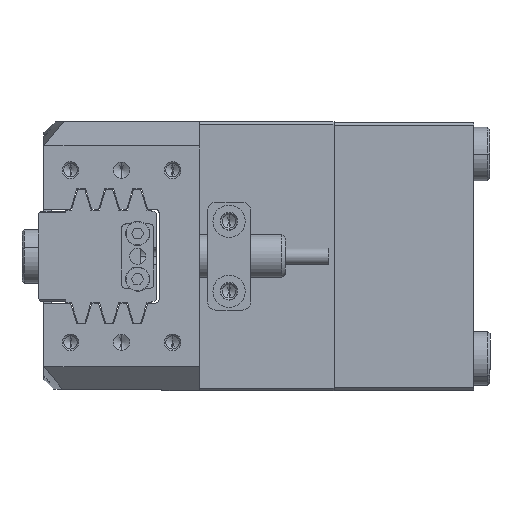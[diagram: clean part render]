
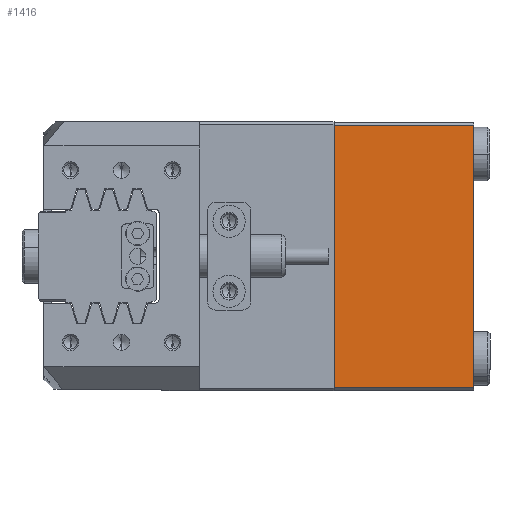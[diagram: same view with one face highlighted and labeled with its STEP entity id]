
A CAD part, left-side view. The second image highlights one B-rep face of the part: STEP entity #1416.
In plain terms, the highlighted planar face has unit normal (-1, 0, 0).
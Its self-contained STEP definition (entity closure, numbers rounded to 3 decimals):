
#196 = VECTOR ( 'NONE', #40288, 1000. ) ;
#1416 = ADVANCED_FACE ( 'NONE', ( #27312 ), #38062, .F. ) ;
#1493 = CARTESIAN_POINT ( 'NONE',  ( -40.5, -24.4, 0. ) ) ;
#1695 = DIRECTION ( 'NONE',  ( 0., 0., 1. ) ) ;
#4670 = VERTEX_POINT ( 'NONE', #5277 ) ;
#5010 = CARTESIAN_POINT ( 'NONE',  ( -40.5, -24.4, -26. ) ) ;
#5277 = CARTESIAN_POINT ( 'NONE',  ( -40.5, 24.4, -26. ) ) ;
#5345 = LINE ( 'NONE', #11983, #23922 ) ;
#5825 = CARTESIAN_POINT ( 'NONE',  ( -40.5, 24.4, -26. ) ) ;
#6185 = VERTEX_POINT ( 'NONE', #1493 ) ;
#6417 = CARTESIAN_POINT ( 'NONE',  ( -40.5, 24.9, -26. ) ) ;
#8457 = LINE ( 'NONE', #5825, #23521 ) ;
#9263 = ORIENTED_EDGE ( 'NONE', *, *, #32662, .T. ) ;
#11856 = CARTESIAN_POINT ( 'NONE',  ( -40.5, 24.9, 0. ) ) ;
#11983 = CARTESIAN_POINT ( 'NONE',  ( -40.5, 24.9, -26. ) ) ;
#12578 = DIRECTION ( 'NONE',  ( 0., 0., -1. ) ) ;
#16072 = DIRECTION ( 'NONE',  ( 1., 0., 0. ) ) ;
#16752 = EDGE_LOOP ( 'NONE', ( #24663, #9263, #19397, #23550 ) ) ;
#18410 = DIRECTION ( 'NONE',  ( 0., 1., 0. ) ) ;
#19397 = ORIENTED_EDGE ( 'NONE', *, *, #33908, .F. ) ;
#20549 = CARTESIAN_POINT ( 'NONE',  ( -40.5, 24.4, 0. ) ) ;
#20645 = CARTESIAN_POINT ( 'NONE',  ( -40.5, -24.4, -26. ) ) ;
#22952 = DIRECTION ( 'NONE',  ( 0., 0., -1. ) ) ;
#23521 = VECTOR ( 'NONE', #12578, 1000. ) ;
#23550 = ORIENTED_EDGE ( 'NONE', *, *, #27938, .T. ) ;
#23922 = VECTOR ( 'NONE', #18410, 1000. ) ;
#24292 = LINE ( 'NONE', #11856, #196 ) ;
#24301 = VERTEX_POINT ( 'NONE', #5010 ) ;
#24663 = ORIENTED_EDGE ( 'NONE', *, *, #24814, .T. ) ;
#24814 = EDGE_CURVE ( 'NONE', #6185, #33855, #24292, .T. ) ;
#25623 = VECTOR ( 'NONE', #1695, 1000. ) ;
#27238 = AXIS2_PLACEMENT_3D ( 'NONE', #6417, #16072, #22952 ) ;
#27312 = FACE_OUTER_BOUND ( 'NONE', #16752, .T. ) ;
#27938 = EDGE_CURVE ( 'NONE', #24301, #6185, #34140, .T. ) ;
#32662 = EDGE_CURVE ( 'NONE', #33855, #4670, #8457, .T. ) ;
#33855 = VERTEX_POINT ( 'NONE', #20549 ) ;
#33908 = EDGE_CURVE ( 'NONE', #24301, #4670, #5345, .T. ) ;
#34140 = LINE ( 'NONE', #20645, #25623 ) ;
#38062 = PLANE ( 'NONE',  #27238 ) ;
#40288 = DIRECTION ( 'NONE',  ( 0., 1., 0. ) ) ;
